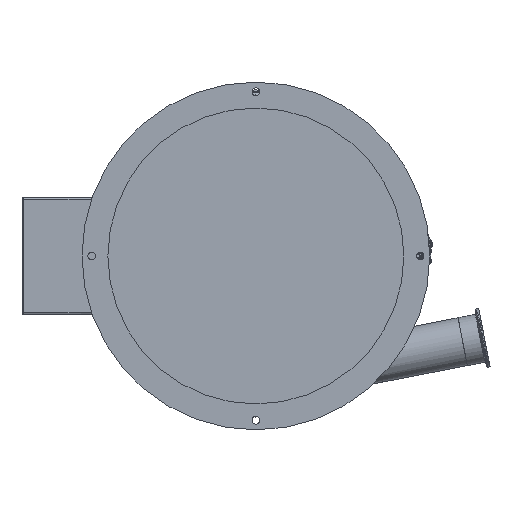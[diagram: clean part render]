
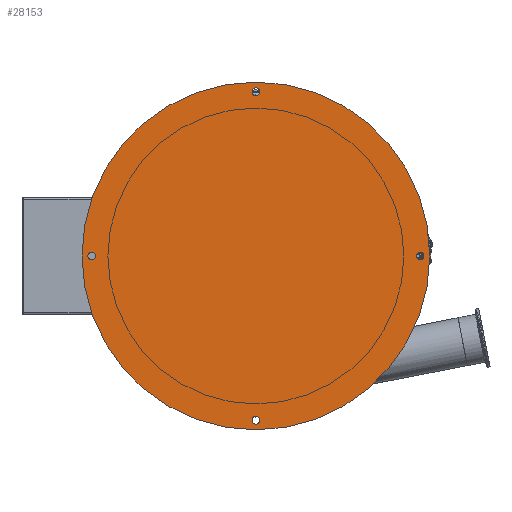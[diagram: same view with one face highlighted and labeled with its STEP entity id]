
A CAD part, front view. The second image highlights one B-rep face of the part: STEP entity #28153.
In plain terms, the highlighted planar face has unit normal (0, -1, 0).
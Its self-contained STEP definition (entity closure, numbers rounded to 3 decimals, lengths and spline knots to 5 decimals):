
#2119=FACE_BOUND('',#6729,.T.);
#2120=FACE_BOUND('',#6730,.T.);
#2121=FACE_BOUND('',#6731,.T.);
#2122=FACE_BOUND('',#6732,.T.);
#3983=FACE_OUTER_BOUND('',#6728,.T.);
#6728=EDGE_LOOP('',(#24687,#24688));
#6729=EDGE_LOOP('',(#24689,#24690));
#6730=EDGE_LOOP('',(#24691,#24692));
#6731=EDGE_LOOP('',(#24693,#24694));
#6732=EDGE_LOOP('',(#24695,#24696));
#8847=CIRCLE('',#32145,0.005);
#8848=CIRCLE('',#32146,0.005);
#8850=CIRCLE('',#32149,0.005);
#8851=CIRCLE('',#32150,0.005);
#8853=CIRCLE('',#32153,0.005);
#8854=CIRCLE('',#32154,0.005);
#8856=CIRCLE('',#32157,0.005);
#8857=CIRCLE('',#32158,0.005);
#8862=CIRCLE('',#32166,0.225);
#8863=CIRCLE('',#32167,0.225);
#13955=VERTEX_POINT('',#52570);
#13956=VERTEX_POINT('',#52572);
#13958=VERTEX_POINT('',#52578);
#13959=VERTEX_POINT('',#52580);
#13961=VERTEX_POINT('',#52586);
#13962=VERTEX_POINT('',#52588);
#13964=VERTEX_POINT('',#52594);
#13965=VERTEX_POINT('',#52596);
#13970=VERTEX_POINT('',#52610);
#13971=VERTEX_POINT('',#52611);
#17567=EDGE_CURVE('',#13956,#13955,#8847,.T.);
#17568=EDGE_CURVE('',#13955,#13956,#8848,.T.);
#17571=EDGE_CURVE('',#13959,#13958,#8850,.T.);
#17572=EDGE_CURVE('',#13958,#13959,#8851,.T.);
#17575=EDGE_CURVE('',#13962,#13961,#8853,.T.);
#17576=EDGE_CURVE('',#13961,#13962,#8854,.T.);
#17579=EDGE_CURVE('',#13965,#13964,#8856,.T.);
#17580=EDGE_CURVE('',#13964,#13965,#8857,.T.);
#17585=EDGE_CURVE('',#13970,#13971,#8862,.T.);
#17586=EDGE_CURVE('',#13971,#13970,#8863,.T.);
#24687=ORIENTED_EDGE('',*,*,#17585,.T.);
#24688=ORIENTED_EDGE('',*,*,#17586,.T.);
#24689=ORIENTED_EDGE('',*,*,#17567,.T.);
#24690=ORIENTED_EDGE('',*,*,#17568,.T.);
#24691=ORIENTED_EDGE('',*,*,#17571,.T.);
#24692=ORIENTED_EDGE('',*,*,#17572,.T.);
#24693=ORIENTED_EDGE('',*,*,#17575,.T.);
#24694=ORIENTED_EDGE('',*,*,#17576,.T.);
#24695=ORIENTED_EDGE('',*,*,#17579,.T.);
#24696=ORIENTED_EDGE('',*,*,#17580,.T.);
#26246=PLANE('',#32168);
#28153=ADVANCED_FACE('',(#3983,#2119,#2120,#2121,#2122),#26246,.T.);
#32145=AXIS2_PLACEMENT_3D('',#52573,#41287,#41288);
#32146=AXIS2_PLACEMENT_3D('',#52574,#41289,#41290);
#32149=AXIS2_PLACEMENT_3D('',#52581,#41296,#41297);
#32150=AXIS2_PLACEMENT_3D('',#52582,#41298,#41299);
#32153=AXIS2_PLACEMENT_3D('',#52589,#41305,#41306);
#32154=AXIS2_PLACEMENT_3D('',#52590,#41307,#41308);
#32157=AXIS2_PLACEMENT_3D('',#52597,#41314,#41315);
#32158=AXIS2_PLACEMENT_3D('',#52598,#41316,#41317);
#32166=AXIS2_PLACEMENT_3D('',#52612,#41332,#41333);
#32167=AXIS2_PLACEMENT_3D('',#52613,#41334,#41335);
#32168=AXIS2_PLACEMENT_3D('',#52615,#41337,#41338);
#41287=DIRECTION('center_axis',(0.,1.,0.));
#41288=DIRECTION('ref_axis',(0.,0.,
-1.));
#41289=DIRECTION('center_axis',(0.,1.,0.));
#41290=DIRECTION('ref_axis',(0.,0.,
-1.));
#41296=DIRECTION('center_axis',(0.,1.,0.));
#41297=DIRECTION('ref_axis',(1.,0.,0.));
#41298=DIRECTION('center_axis',(0.,1.,0.));
#41299=DIRECTION('ref_axis',(1.,0.,0.));
#41305=DIRECTION('center_axis',(0.,1.,0.));
#41306=DIRECTION('ref_axis',(0.,0.,
1.));
#41307=DIRECTION('center_axis',(0.,1.,0.));
#41308=DIRECTION('ref_axis',(0.,0.,
1.));
#41314=DIRECTION('center_axis',(0.,1.,0.));
#41315=DIRECTION('ref_axis',(-1.,0.,0.));
#41316=DIRECTION('center_axis',(0.,1.,0.));
#41317=DIRECTION('ref_axis',(-1.,0.,0.));
#41332=DIRECTION('center_axis',(0.,-1.,0.));
#41333=DIRECTION('ref_axis',(-1.,0.,0.));
#41334=DIRECTION('center_axis',(0.,-1.,0.));
#41335=DIRECTION('ref_axis',(-1.,0.,0.));
#41337=DIRECTION('center_axis',(0.,-1.,0.));
#41338=DIRECTION('ref_axis',(0.,0.,
1.));
#52570=CARTESIAN_POINT('',(0.2125,0.,0.005));
#52572=CARTESIAN_POINT('',(0.2125,0.,-0.005));
#52573=CARTESIAN_POINT('Origin',(0.2125,0.,
0.));
#52574=CARTESIAN_POINT('Origin',(0.2125,0.,
0.));
#52578=CARTESIAN_POINT('',(-0.005,0.,0.2125));
#52580=CARTESIAN_POINT('',(0.005,0.,0.2125));
#52581=CARTESIAN_POINT('Origin',(0.,0.,
0.2125));
#52582=CARTESIAN_POINT('Origin',(0.,0.,
0.2125));
#52586=CARTESIAN_POINT('',(-0.2125,0.,-0.005));
#52588=CARTESIAN_POINT('',(-0.2125,0.,0.005));
#52589=CARTESIAN_POINT('Origin',(-0.2125,0.,
0.));
#52590=CARTESIAN_POINT('Origin',(-0.2125,0.,
0.));
#52594=CARTESIAN_POINT('',(0.005,0.,-0.2125));
#52596=CARTESIAN_POINT('',(-0.005,0.,-0.2125));
#52597=CARTESIAN_POINT('Origin',(0.,0.,
-0.2125));
#52598=CARTESIAN_POINT('Origin',(0.,0.,
-0.2125));
#52610=CARTESIAN_POINT('',(-0.225,0.,0.));
#52611=CARTESIAN_POINT('',(0.225,0.,0.));
#52612=CARTESIAN_POINT('Origin',(0.,0.,
0.));
#52613=CARTESIAN_POINT('Origin',(0.,0.,
0.));
#52615=CARTESIAN_POINT('Origin',(-0.2075,0.,
0.));
